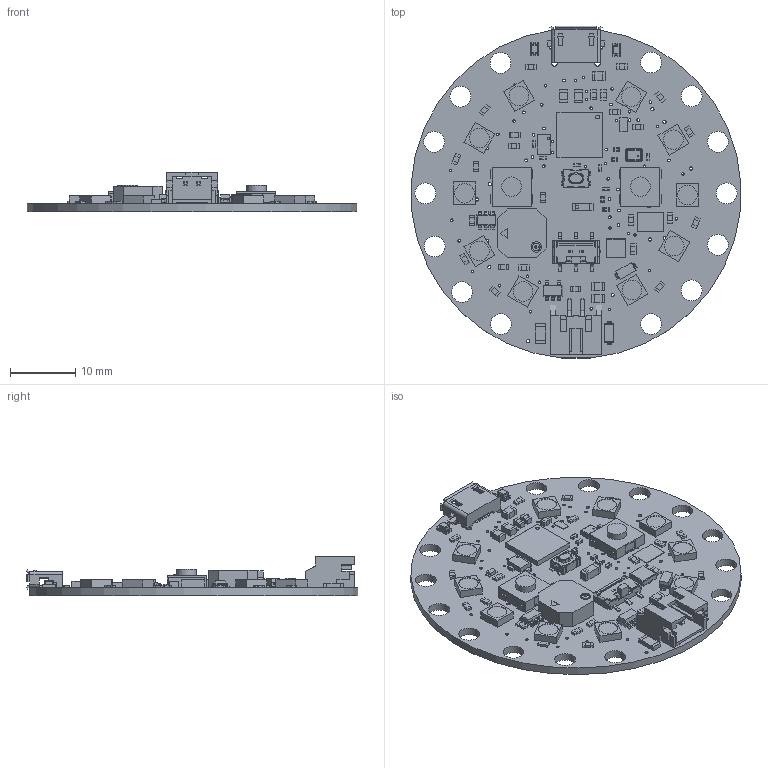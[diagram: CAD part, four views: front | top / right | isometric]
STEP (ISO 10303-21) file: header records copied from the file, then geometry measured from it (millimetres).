
FILE_DESCRIPTION(/* description */ (''),/* implementation_level */ '2;1');
FILE_NAME(/* name */ 'Cricuit Playground Bluefruit.step',/* time_stamp */ '2019-10-07T13:38:44-04:00',/* author */ (''),/* organization */ (''),/* preprocessor_version */ 'ST-DEVELOPER v18',/* originating_system */ 'Autodesk Translation Framework v8.6.0.1094',/* authorisation */ '');
FILE_SCHEMA (('AUTOMOTIVE_DESIGN { 1 0 10303 214 3 1 1 }'));
Length unit declared in the file: millimetre
Products named in the file (27): PCB Component; Board; 10uF; 1M; RED; KMR2; MicroB USB; 3-6VDC; MBR120; EG1390; EVQQ; WS2812B3535; LIS3DH; ALS-PT19-315C; THERM; AP2112K-3.3; 7.5mm SPK; 6V+ 500mA; MIC_PDM; PAM8301; NRF52840_SMALLCENTER; 0.1uF; 32MHz; 10uF_1; 0.1uF_1; ANT_2450AT18B100; GD25Q16
Assembly tree (72 placements, depth 2):
  PCB Component
    Board
    10uF  x2
    1M  x21
    RED  x2
    KMR2
    MicroB USB
    3-6VDC
    MBR120  x2
    EG1390
    EVQQ  x2
    WS2812B3535  x10
    LIS3DH
    ALS-PT19-315C
    THERM
    AP2112K-3.3
    7.5mm SPK
    6V+ 500mA
    MIC_PDM
    PAM8301
    NRF52840_SMALLCENTER
    0.1uF  x10
    32MHz
    10uF_1  x3
    0.1uF_1  x3
    ANT_2450AT18B100
    GD25Q16
Bounding box: 50.72 x 51.06 x 6.04 mm (x, y, z)
Volume: 3087.3 mm3; surface area: 7063.3 mm2
Topology: 129 solids, 129 shells, 3003 faces, 7899 edges, 5014 vertices
Faces by surface type: plane 2160, cylinder 681, sphere 100, torus 28, bspline 22, cone 12
Full cylindrical faces by diameter (mm): 0.2 x1, 0.3 x14, 0.35 x2, 0.394 x84, 0.4 x3, 0.5 x17, 0.6 x1, 0.7 x2, 0.8 x4, 1 x2, 1.2 x1, 1.6 x1, 3 x12, 3.2 x14
Entity records: 67289 total; most frequent: CARTESIAN_POINT 12757, ORIENTED_EDGE 11052, DIRECTION 10662, EDGE_CURVE 5526, LINE 4468, VECTOR 4468, VERTEX_POINT 3570, AXIS2_PLACEMENT_3D 3097
